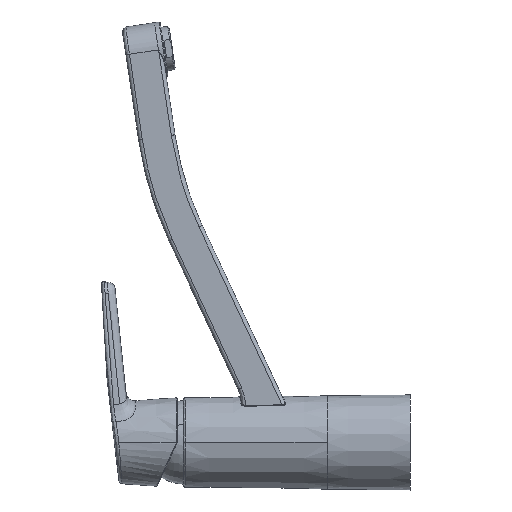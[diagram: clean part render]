
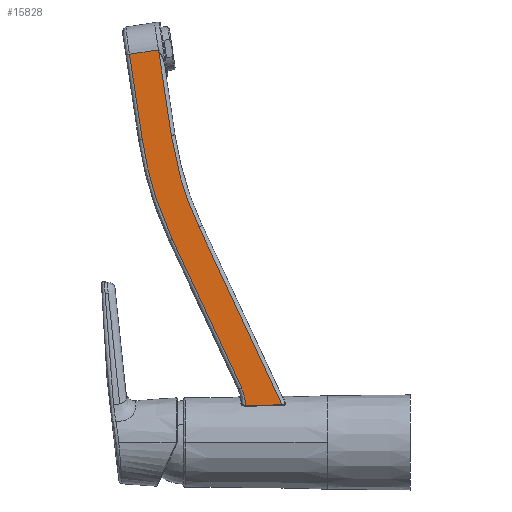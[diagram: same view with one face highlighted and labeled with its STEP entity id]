
A CAD part, left-side view. The second image highlights one B-rep face of the part: STEP entity #15828.
In plain terms, the highlighted planar face has unit normal (-1, 0, 0).
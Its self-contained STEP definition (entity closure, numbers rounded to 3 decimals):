
#14 = CARTESIAN_POINT ( 'NONE',  ( -15., 83.044, 20.181 ) ) ;
#69 = ORIENTED_EDGE ( 'NONE', *, *, #3246, .F. ) ;
#381 = LINE ( 'NONE', #19992, #14197 ) ;
#418 =( BOUNDED_CURVE ( )  B_SPLINE_CURVE ( 3, ( #11347, #17893, #5115, #19751 ),
 .UNSPECIFIED., .F., .T. ) 
 B_SPLINE_CURVE_WITH_KNOTS ( ( 4, 4 ),
 ( 0., 1. ),
 .UNSPECIFIED. ) 
 CURVE ( )  GEOMETRIC_REPRESENTATION_ITEM ( )  RATIONAL_B_SPLINE_CURVE ( ( 1., 0.993, 0.993, 1. ) ) 
 REPRESENTATION_ITEM ( '' )  );
#823 = VERTEX_POINT ( 'NONE', #2325 ) ;
#1134 = DIRECTION ( 'NONE',  ( 0., 0.148, 0.989 ) ) ;
#1293 = CARTESIAN_POINT ( 'NONE',  ( -15., 83.044, 20.181 ) ) ;
#1332 = EDGE_CURVE ( 'NONE', #3264, #17015, #418, .T. ) ;
#1923 = VERTEX_POINT ( 'NONE', #6210 ) ;
#2092 = CARTESIAN_POINT ( 'NONE',  ( -15., 130.375, 214.025 ) ) ;
#2219 = ORIENTED_EDGE ( 'NONE', *, *, #7459, .F. ) ;
#2315 = VERTEX_POINT ( 'NONE', #6477 ) ;
#2325 = CARTESIAN_POINT ( 'NONE',  ( -15., 146.181, 211.663 ) ) ;
#2656 = VERTEX_POINT ( 'NONE', #12313 ) ;
#2695 = EDGE_LOOP ( 'NONE', ( #8692, #69, #12295, #7332, #20209, #17838, #12314, #8133, #2219 ) ) ;
#3246 = EDGE_CURVE ( 'NONE', #4279, #19485, #14482, .T. ) ;
#3264 = VERTEX_POINT ( 'NONE', #5788 ) ;
#3625 = CARTESIAN_POINT ( 'NONE',  ( -15., 123.399, 167.471 ) ) ;
#4108 = EDGE_CURVE ( 'NONE', #19485, #2315, #9391, .T. ) ;
#4279 = VERTEX_POINT ( 'NONE', #4300 ) ;
#4300 = CARTESIAN_POINT ( 'NONE',  ( -14.999, 130.375, 214.025 ) ) ;
#4302 = LINE ( 'NONE', #19479, #6496 ) ;
#4606 = PLANE ( 'NONE',  #19692 ) ;
#5115 = CARTESIAN_POINT ( 'NONE',  ( -15., 136.415, 146.316 ) ) ;
#5555 = VECTOR ( 'NONE', #18415, 1000. ) ;
#5788 = CARTESIAN_POINT ( 'NONE',  ( -15., 122.858, 110.767 ) ) ;
#6038 = LINE ( 'NONE', #1293, #11489 ) ;
#6118 = CARTESIAN_POINT ( 'NONE',  ( -15., -56.591, 194.445 ) ) ;
#6210 = CARTESIAN_POINT ( 'NONE',  ( -15., 63.114, 20.506 ) ) ;
#6477 = CARTESIAN_POINT ( 'NONE',  ( -15., 108.357, 117.529 ) ) ;
#6496 = VECTOR ( 'NONE', #1134, 1000. ) ;
#7332 = ORIENTED_EDGE ( 'NONE', *, *, #16478, .F. ) ;
#7401 = EDGE_CURVE ( 'NONE', #19421, #3264, #381, .T. ) ;
#7459 = EDGE_CURVE ( 'NONE', #2315, #1923, #18649, .T. ) ;
#7660 = CARTESIAN_POINT ( 'NONE',  ( -15., 82.995, 23.516 ) ) ;
#7730 = FACE_OUTER_BOUND ( 'NONE', #2695, .T. ) ;
#7847 = DIRECTION ( 'NONE',  ( 0., 0., -1. ) ) ;
#7979 = DIRECTION ( 'NONE',  ( 1., 0., 0. ) ) ;
#8133 = ORIENTED_EDGE ( 'NONE', *, *, #8239, .F. ) ;
#8137 = CARTESIAN_POINT ( 'NONE',  ( -15., 85.102, 29.8 ) ) ;
#8239 = EDGE_CURVE ( 'NONE', #1923, #2656, #6038, .T. ) ;
#8692 = ORIENTED_EDGE ( 'NONE', *, *, #4108, .F. ) ;
#9103 = DIRECTION ( 'NONE',  ( 0., 0.423, 0.906 ) ) ;
#9251 =( BOUNDED_CURVE ( )  B_SPLINE_CURVE ( 3, ( #14, #7660, #11323, #8137 ),
 .UNSPECIFIED., .F., .T. ) 
 B_SPLINE_CURVE_WITH_KNOTS ( ( 4, 4 ),
 ( 0., 1. ),
 .UNSPECIFIED. ) 
 CURVE ( )  GEOMETRIC_REPRESENTATION_ITEM ( )  RATIONAL_B_SPLINE_CURVE ( ( 1., 0.983, 0.983, 1. ) ) 
 REPRESENTATION_ITEM ( '' )  );
#9391 =( BOUNDED_CURVE ( )  B_SPLINE_CURVE ( 3, ( #3625, #19472, #16377, #16233 ),
 .UNSPECIFIED., .F., .T. ) 
 B_SPLINE_CURVE_WITH_KNOTS ( ( 4, 4 ),
 ( 0., 1. ),
 .UNSPECIFIED. ) 
 CURVE ( )  GEOMETRIC_REPRESENTATION_ITEM ( )  RATIONAL_B_SPLINE_CURVE ( ( 1., 0.993, 0.993, 1. ) ) 
 REPRESENTATION_ITEM ( '' )  );
#9948 = EDGE_CURVE ( 'NONE', #823, #4279, #19118, .T. ) ;
#10692 = CARTESIAN_POINT ( 'NONE',  ( -15., 108.357, 117.529 ) ) ;
#10770 = EDGE_CURVE ( 'NONE', #2656, #19421, #9251, .T. ) ;
#11323 = CARTESIAN_POINT ( 'NONE',  ( -15., 83.693, 26.777 ) ) ;
#11347 = CARTESIAN_POINT ( 'NONE',  ( -15., 122.858, 110.767 ) ) ;
#11489 = VECTOR ( 'NONE', #20045, 1000. ) ;
#11967 = CARTESIAN_POINT ( 'NONE',  ( -15., 85.102, 29.8 ) ) ;
#12230 = VECTOR ( 'NONE', #18786, 1000. ) ;
#12295 = ORIENTED_EDGE ( 'NONE', *, *, #9948, .F. ) ;
#12313 = CARTESIAN_POINT ( 'NONE',  ( -15., 83.044, 20.181 ) ) ;
#12314 = ORIENTED_EDGE ( 'NONE', *, *, #10770, .F. ) ;
#14197 = VECTOR ( 'NONE', #9103, 1000. ) ;
#14482 = LINE ( 'NONE', #2092, #18432 ) ;
#15828 = ADVANCED_FACE ( 'NONE', ( #7730 ), #4606, .F. ) ;
#16233 = CARTESIAN_POINT ( 'NONE',  ( -15., 108.357, 117.529 ) ) ;
#16377 = CARTESIAN_POINT ( 'NONE',  ( -15., 115.755, 133.395 ) ) ;
#16478 = EDGE_CURVE ( 'NONE', #17015, #823, #4302, .T. ) ;
#17015 = VERTEX_POINT ( 'NONE', #18494 ) ;
#17838 = ORIENTED_EDGE ( 'NONE', *, *, #7401, .F. ) ;
#17877 = DIRECTION ( 'NONE',  ( 0., -0.148, -0.989 ) ) ;
#17893 = CARTESIAN_POINT ( 'NONE',  ( -15., 130.918, 128.052 ) ) ;
#18415 = DIRECTION ( 'NONE',  ( 0., -0.423, -0.906 ) ) ;
#18432 = VECTOR ( 'NONE', #17877, 1000. ) ;
#18440 = CARTESIAN_POINT ( 'NONE',  ( -15., 123.399, 167.471 ) ) ;
#18494 = CARTESIAN_POINT ( 'NONE',  ( -15., 139.234, 165.179 ) ) ;
#18649 = LINE ( 'NONE', #10692, #5555 ) ;
#18786 = DIRECTION ( 'NONE',  ( 0., -0.989, 0.148 ) ) ;
#19118 = LINE ( 'NONE', #20164, #12230 ) ;
#19421 = VERTEX_POINT ( 'NONE', #11967 ) ;
#19472 = CARTESIAN_POINT ( 'NONE',  ( -15., 120.804, 150.158 ) ) ;
#19479 = CARTESIAN_POINT ( 'NONE',  ( -15., 139.234, 165.179 ) ) ;
#19485 = VERTEX_POINT ( 'NONE', #18440 ) ;
#19692 = AXIS2_PLACEMENT_3D ( 'NONE', #6118, #7979, #7847 ) ;
#19751 = CARTESIAN_POINT ( 'NONE',  ( -15., 139.234, 165.179 ) ) ;
#19992 = CARTESIAN_POINT ( 'NONE',  ( -15., 85.102, 29.8 ) ) ;
#20045 = DIRECTION ( 'NONE',  ( 0., 1., -0.016 ) ) ;
#20164 = CARTESIAN_POINT ( 'NONE',  ( -15., 146.181, 211.663 ) ) ;
#20209 = ORIENTED_EDGE ( 'NONE', *, *, #1332, .F. ) ;
